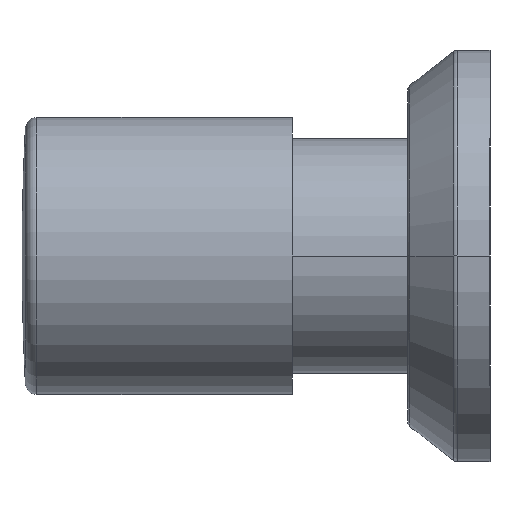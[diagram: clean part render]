
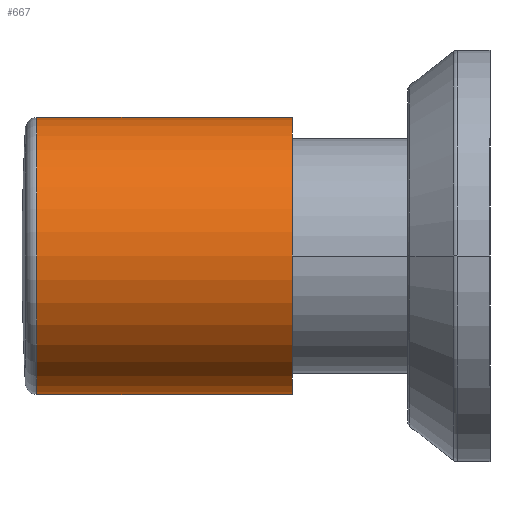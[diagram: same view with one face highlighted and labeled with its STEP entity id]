
A CAD part, left-side view. The second image highlights one B-rep face of the part: STEP entity #667.
In plain terms, the highlighted cylindrical face has radius 18.161 mm (diameter 36.322 mm), a partial arc.
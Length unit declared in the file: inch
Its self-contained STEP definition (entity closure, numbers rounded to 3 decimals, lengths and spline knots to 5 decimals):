
#108=DIRECTION('',(0.,1.,0.));
#109=VECTOR('',#108,1.31814);
#110=CARTESIAN_POINT('',(0.,1.021,0.715));
#111=LINE('',#110,#109);
#168=CARTESIAN_POINT('',(0.,1.021,0.));
#169=DIRECTION('',(0.,1.,0.));
#170=DIRECTION('',(0.,0.,-1.));
#171=AXIS2_PLACEMENT_3D('',#168,#169,#170);
#173=DIRECTION('',(0.,1.,0.));
#174=VECTOR('',#173,1.31814);
#175=CARTESIAN_POINT('',(0.,1.021,-0.715));
#176=LINE('',#175,#174);
#177=CARTESIAN_POINT('',(0.,2.33914,0.));
#178=DIRECTION('',(0.,-1.,0.));
#179=DIRECTION('',(0.,0.,1.));
#180=AXIS2_PLACEMENT_3D('',#177,#178,#179);
#423=CARTESIAN_POINT('',(0.,2.33914,0.715));
#424=CARTESIAN_POINT('',(0.,2.33914,-0.715));
#425=VERTEX_POINT('',#423);
#426=VERTEX_POINT('',#424);
#450=CARTESIAN_POINT('',(0.,1.021,0.715));
#451=CARTESIAN_POINT('',(0.,1.021,-0.715));
#452=VERTEX_POINT('',#450);
#453=VERTEX_POINT('',#451);
#655=CARTESIAN_POINT('',(0.,1.021,0.));
#656=DIRECTION('',(0.,1.,0.));
#657=DIRECTION('',(0.,0.,1.));
#658=AXIS2_PLACEMENT_3D('',#655,#656,#657);
#659=CYLINDRICAL_SURFACE('',#658,0.715);
#660=ORIENTED_EDGE('',*,*,#624,.F.);
#661=ORIENTED_EDGE('',*,*,#650,.T.);
#663=ORIENTED_EDGE('',*,*,#662,.F.);
#664=ORIENTED_EDGE('',*,*,#640,.F.);
#665=EDGE_LOOP('',(#660,#661,#663,#664));
#666=FACE_OUTER_BOUND('',#665,.F.);
#667=ADVANCED_FACE('',(#666),#659,.T.);
#172=CIRCLE('',#171,0.715);
#181=CIRCLE('',#180,0.715);
#624=EDGE_CURVE('',#453,#452,#172,.T.);
#640=EDGE_CURVE('',#452,#425,#111,.T.);
#650=EDGE_CURVE('',#453,#426,#176,.T.);
#662=EDGE_CURVE('',#425,#426,#181,.T.);
